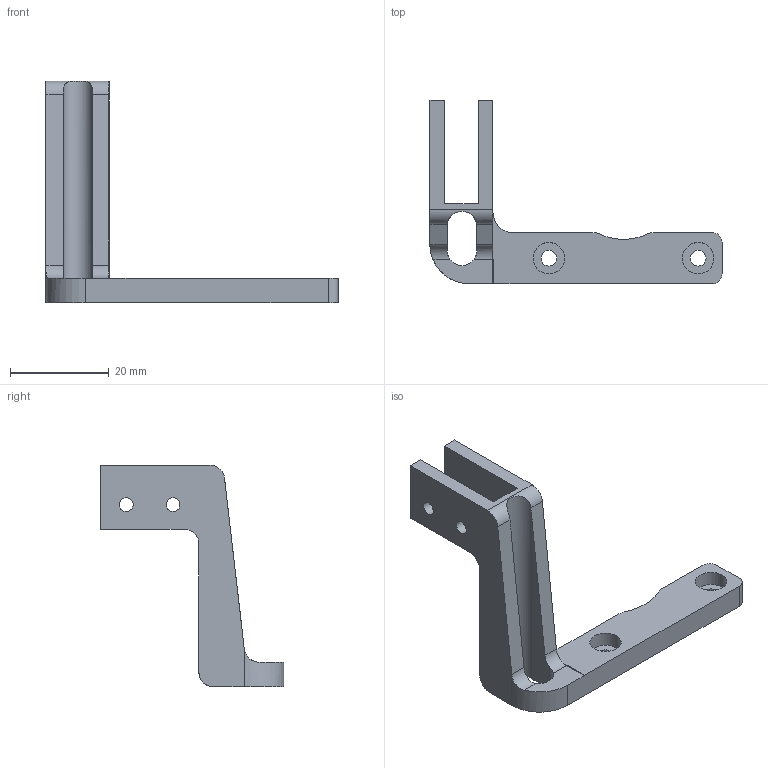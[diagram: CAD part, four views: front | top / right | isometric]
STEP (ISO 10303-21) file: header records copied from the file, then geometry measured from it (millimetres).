
FILE_DESCRIPTION(('FreeCAD Model'),'2;1');
FILE_NAME('End-stop-Z.step','2015-11-29T20:28:42',( 'Author'),(''),'Open CASCADE STEP processor 6.8','FreeCAD','Unknown' );
FILE_SCHEMA(('AUTOMOTIVE_DESIGN_CC2 { 1 2 10303 214 -1 1 5 4 }'));
Length unit declared in the file: millimetre
Products named in the file (2): ASSEMBLY; Pocket007
Assembly tree (1 placements, depth 2):
  ASSEMBLY
    Pocket007
Bounding box: 59.3 x 37.2 x 45 mm (x, y, z)
Volume: 6719.5 mm3; surface area: 5512.4 mm2
Topology: 1 solids, 1 shells, 65 faces, 184 edges, 123 vertices
Faces by surface type: plane 42, cylinder 23
Full cylindrical faces by diameter (mm): 2.8 x4, 3.2 x2, 6.4 x2
Entity records: 5391 total; most frequent: CARTESIAN_POINT 1733, DIRECTION 659, LINE 392, VECTOR 392, ORIENTED_EDGE 368, PCURVE 368, DEFINITIONAL_REPRESENTATION 368, EDGE_CURVE 184
